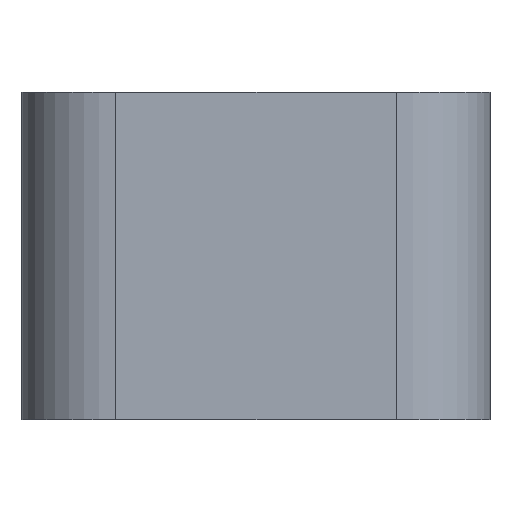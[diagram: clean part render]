
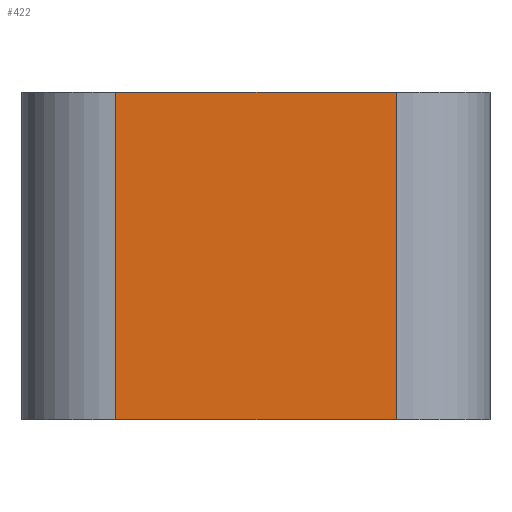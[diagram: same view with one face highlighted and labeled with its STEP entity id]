
A CAD part, left-side view. The second image highlights one B-rep face of the part: STEP entity #422.
In plain terms, the highlighted planar face has unit normal (-1, 0, 0).
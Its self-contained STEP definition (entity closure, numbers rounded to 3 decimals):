
#3 = LINE ( 'NONE', #97, #202 ) ;
#7 = CARTESIAN_POINT ( 'NONE',  ( -14.65, 2., 0. ) ) ;
#21 = PLANE ( 'NONE',  #673 ) ;
#23 = EDGE_CURVE ( 'NONE', #408, #564, #519, .T. ) ;
#62 = CARTESIAN_POINT ( 'NONE',  ( -14.65, 10., 7. ) ) ;
#83 = CARTESIAN_POINT ( 'NONE',  ( -14.65, 8., 0. ) ) ;
#91 = ORIENTED_EDGE ( 'NONE', *, *, #288, .T. ) ;
#97 = CARTESIAN_POINT ( 'NONE',  ( -14.65, 8., 7. ) ) ;
#102 = VERTEX_POINT ( 'NONE', #7 ) ;
#119 = DIRECTION ( 'NONE',  ( 0., -1., 0. ) ) ;
#151 = CARTESIAN_POINT ( 'NONE',  ( -14.65, 10., 0. ) ) ;
#177 = DIRECTION ( 'NONE',  ( 0., 0., -1. ) ) ;
#193 = CARTESIAN_POINT ( 'NONE',  ( -14.65, 8., 7. ) ) ;
#202 = VECTOR ( 'NONE', #177, 1000. ) ;
#239 = VERTEX_POINT ( 'NONE', #83 ) ;
#288 = EDGE_CURVE ( 'NONE', #408, #239, #3, .T. ) ;
#322 = LINE ( 'NONE', #151, #406 ) ;
#339 = LINE ( 'NONE', #628, #370 ) ;
#370 = VECTOR ( 'NONE', #402, 1000. ) ;
#394 = VECTOR ( 'NONE', #119, 1000. ) ;
#402 = DIRECTION ( 'NONE',  ( 0., 0., 1. ) ) ;
#406 = VECTOR ( 'NONE', #428, 1000. ) ;
#408 = VERTEX_POINT ( 'NONE', #193 ) ;
#421 = CARTESIAN_POINT ( 'NONE',  ( -14.65, 10., 7. ) ) ;
#422 = ADVANCED_FACE ( 'NONE', ( #699 ), #21, .F. ) ;
#428 = DIRECTION ( 'NONE',  ( 0., -1., 0. ) ) ;
#519 = LINE ( 'NONE', #62, #394 ) ;
#544 = ORIENTED_EDGE ( 'NONE', *, *, #23, .F. ) ;
#564 = VERTEX_POINT ( 'NONE', #605 ) ;
#582 = DIRECTION ( 'NONE',  ( 0., 1., 0. ) ) ;
#590 = ORIENTED_EDGE ( 'NONE', *, *, #602, .T. ) ;
#602 = EDGE_CURVE ( 'NONE', #239, #102, #322, .T. ) ;
#605 = CARTESIAN_POINT ( 'NONE',  ( -14.65, 2., 7. ) ) ;
#627 = ORIENTED_EDGE ( 'NONE', *, *, #747, .T. ) ;
#628 = CARTESIAN_POINT ( 'NONE',  ( -14.65, 2., 7. ) ) ;
#654 = EDGE_LOOP ( 'NONE', ( #590, #627, #544, #91 ) ) ;
#673 = AXIS2_PLACEMENT_3D ( 'NONE', #421, #711, #582 ) ;
#699 = FACE_OUTER_BOUND ( 'NONE', #654, .T. ) ;
#711 = DIRECTION ( 'NONE',  ( 1., 0., 0. ) ) ;
#747 = EDGE_CURVE ( 'NONE', #102, #564, #339, .T. ) ;
